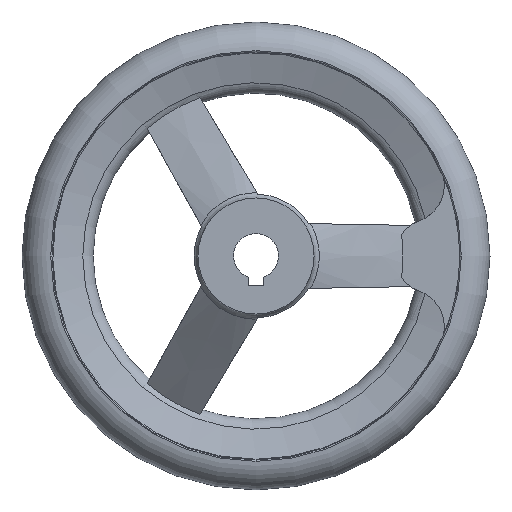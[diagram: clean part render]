
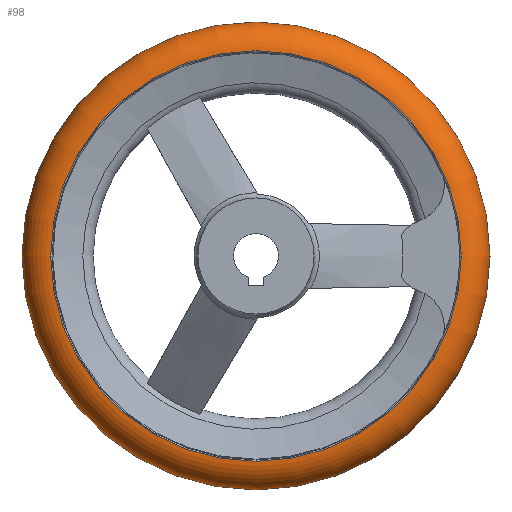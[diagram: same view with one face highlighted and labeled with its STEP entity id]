
A CAD part, front view. The second image highlights one B-rep face of the part: STEP entity #98.
In plain terms, the highlighted toroidal (fillet/blend) face has major radius 54.5 mm and minor radius 8 mm.
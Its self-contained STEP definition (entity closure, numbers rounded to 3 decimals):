
#98 = ADVANCED_FACE( '', ( #232, #233, #234 ), #235, .T. );
#232 = FACE_BOUND( '', #411, .T. );
#233 = FACE_OUTER_BOUND( '', #412, .T. );
#234 = FACE_OUTER_BOUND( '', #413, .T. );
#235 = TOROIDAL_SURFACE( '', #414, 54.5, 8. );
#411 = VERTEX_LOOP( '', #671 );
#412 = EDGE_LOOP( '', ( #672 ) );
#413 = EDGE_LOOP( '', ( #673 ) );
#414 = AXIS2_PLACEMENT_3D( '', #674, #675, #676 );
#671 = VERTEX_POINT( '', #1076 );
#672 = ORIENTED_EDGE( '', *, *, #1044, .T. );
#673 = ORIENTED_EDGE( '', *, *, #1077, .F. );
#674 = CARTESIAN_POINT( '', ( 0., 28., 0. ) );
#675 = DIRECTION( '', ( 0., -1., 0. ) );
#676 = DIRECTION( '', ( 0., 0., -1. ) );
#1044 = EDGE_CURVE( '', #1236, #1236, #1237, .T. );
#1076 = CARTESIAN_POINT( '', ( 0., 28., -62.5 ) );
#1077 = EDGE_CURVE( '', #1290, #1290, #1291, .T. );
#1236 = VERTEX_POINT( '', #1560 );
#1237 = CIRCLE( '', #1561, 54.833 );
#1290 = VERTEX_POINT( '', #1710 );
#1291 = CIRCLE( '', #1711, 54.833 );
#1560 = CARTESIAN_POINT( '', ( 0., 35.993, -54.833 ) );
#1561 = AXIS2_PLACEMENT_3D( '', #2164, #2165, #2166 );
#1710 = CARTESIAN_POINT( '', ( 0., 20.007, -54.833 ) );
#1711 = AXIS2_PLACEMENT_3D( '', #2194, #2195, #2196 );
#2164 = CARTESIAN_POINT( '', ( 0., 35.993, 0. ) );
#2165 = DIRECTION( '', ( 0., -1., 0. ) );
#2166 = DIRECTION( '', ( 0., 0., -1. ) );
#2194 = CARTESIAN_POINT( '', ( 0., 20.007, 0. ) );
#2195 = DIRECTION( '', ( 0., -1., 0. ) );
#2196 = DIRECTION( '', ( 0., 0., -1. ) );
